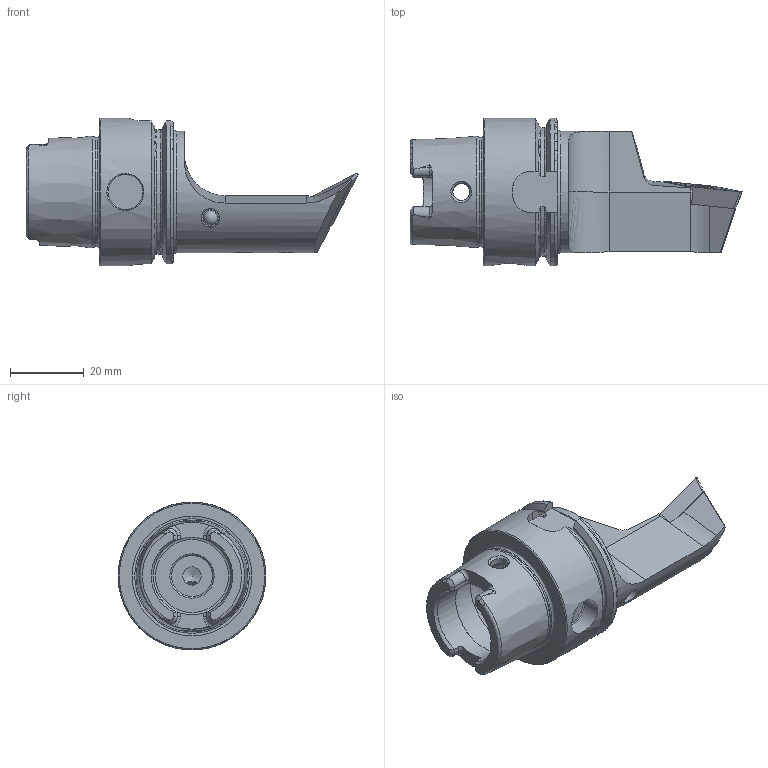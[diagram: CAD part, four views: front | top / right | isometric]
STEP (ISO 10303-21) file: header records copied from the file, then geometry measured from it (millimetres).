
FILE_DESCRIPTION (( 'STEP AP214' ), '1' );
FILE_NAME ('HA4.KVB.LPA.070.STEP', '2020-06-29T10:28:28', ( '' ), ( '' ), 'SwSTEP 2.0', 'SolidWorks 2017', '' );
FILE_SCHEMA (( 'AUTOMOTIVE_DESIGN' ));
Length unit declared in the file: millimetre
Products named in the file (5): HA4.KVB.LPA.070; HA4-KVB.LPA.070_A_Fertigbearbeitung; VCMT160404; KVT_MB_600_050; WCB-ER2.001.009_A
Assembly tree (5 placements, depth 2):
  HA4.KVB.LPA.070
    HA4-KVB.LPA.070_A_Fertigbearbeitung
    WCB-ER2.001.009_A
    VCMT160404
    KVT_MB_600_050  x2
Bounding box: 89.9 x 40 x 40 mm (x, y, z)
Volume: 38349 mm3; surface area: 14657.9 mm2
Topology: 7 solids, 7 shells, 262 faces, 678 edges, 422 vertices
Faces by surface type: plane 85, cone 66, cylinder 63, torus 25, bspline 20, sphere 3
Full cylindrical faces by diameter (mm): 3.3 x1, 4 x3, 4.2 x3, 4.4 x1, 4.6 x2, 5 x7, 5.25 x1, 6.1 x1, 10 x1, 11 x1, 12.5 x1, 21 x2, 25.5 x1, 29.707 x1, 33 x1, 40 x1
Entity records: 10591 total; most frequent: CARTESIAN_POINT 3771, ORIENTED_EDGE 1104, DIRECTION 995, EDGE_CURVE 552, AXIS2_PLACEMENT_3D 403, VERTEX_POINT 380, EDGE_LOOP 320, FACE_OUTER_BOUND 282
